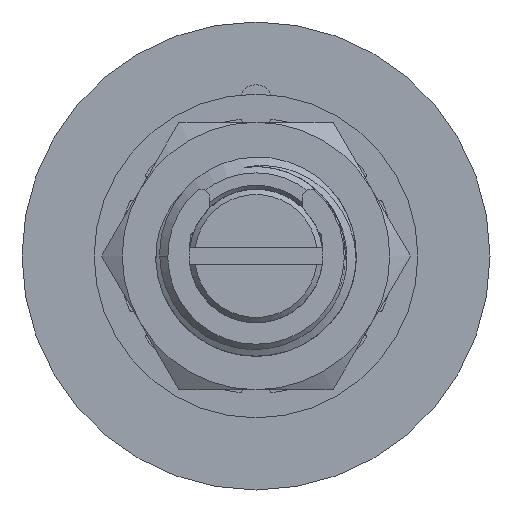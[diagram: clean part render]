
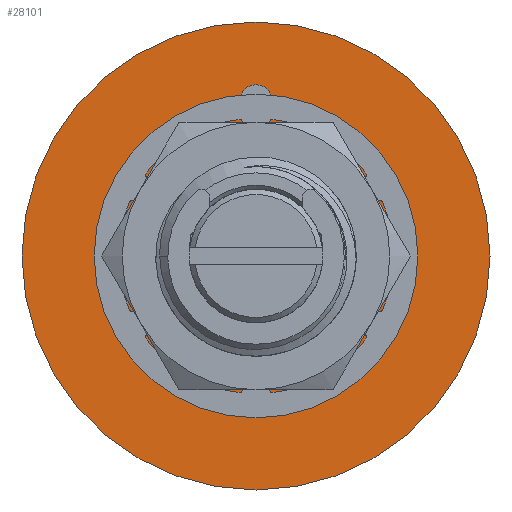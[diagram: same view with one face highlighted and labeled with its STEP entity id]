
A CAD part, front view. The second image highlights one B-rep face of the part: STEP entity #28101.
In plain terms, the highlighted planar face has unit normal (0, -1, 0).
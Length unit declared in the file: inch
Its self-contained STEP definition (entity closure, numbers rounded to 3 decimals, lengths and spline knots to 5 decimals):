
#6243=CARTESIAN_POINT('',(0.,0.,0.));
#6244=DIRECTION('',(0.,-1.,0.));
#6245=DIRECTION('',(1.,0.,0.));
#6246=AXIS2_PLACEMENT_3D('',#6243,#6244,#6245);
#6257=CARTESIAN_POINT('',(0.,0.,0.));
#6258=DIRECTION('',(0.,1.,0.));
#6259=DIRECTION('',(1.,0.,0.));
#6260=AXIS2_PLACEMENT_3D('',#6257,#6258,#6259);
#6277=CARTESIAN_POINT('',(0.,0.,0.29));
#6278=DIRECTION('',(0.,-1.,0.));
#6279=DIRECTION('',(-1.,0.,0.));
#6280=AXIS2_PLACEMENT_3D('',#6277,#6278,#6279);
#6282=CARTESIAN_POINT('',(0.,0.,0.29));
#6283=DIRECTION('',(0.,-1.,0.));
#6284=DIRECTION('',(1.,0.,0.));
#6285=AXIS2_PLACEMENT_3D('',#6282,#6283,#6284);
#6295=CARTESIAN_POINT('',(0.,0.,0.));
#6296=DIRECTION('',(0.,-1.,0.));
#6297=DIRECTION('',(-1.,0.,0.));
#6298=AXIS2_PLACEMENT_3D('',#6295,#6296,#6297);
#6300=CARTESIAN_POINT('',(0.,0.,0.));
#6301=DIRECTION('',(0.,1.,0.));
#6302=DIRECTION('',(-1.,0.,0.));
#6303=AXIS2_PLACEMENT_3D('',#6300,#6301,#6302);
#16749=CARTESIAN_POINT('',(0.4375,0.,0.));
#16750=CARTESIAN_POINT('',(-0.4375,0.,0.));
#16751=VERTEX_POINT('',#16749);
#16752=VERTEX_POINT('',#16750);
#16761=CARTESIAN_POINT('',(-0.03,0.,0.29));
#16762=CARTESIAN_POINT('',(0.03,0.,0.29));
#16763=VERTEX_POINT('',#16761);
#16764=VERTEX_POINT('',#16762);
#16820=CARTESIAN_POINT('',(-0.235,0.,0.));
#16822=VERTEX_POINT('',#16820);
#16824=CARTESIAN_POINT('',(0.235,0.,0.));
#16826=VERTEX_POINT('',#16824);
#28080=CARTESIAN_POINT('',(0.,0.,0.));
#28081=DIRECTION('',(0.,1.,0.));
#28082=DIRECTION('',(1.,0.,0.));
#28083=AXIS2_PLACEMENT_3D('',#28080,#28081,#28082);
#28084=PLANE('',#28083);
#28085=ORIENTED_EDGE('',*,*,#28047,.F.);
#28086=ORIENTED_EDGE('',*,*,#28062,.T.);
#28087=EDGE_LOOP('',(#28085,#28086));
#28088=FACE_OUTER_BOUND('',#28087,.F.);
#28090=ORIENTED_EDGE('',*,*,#28089,.T.);
#28092=ORIENTED_EDGE('',*,*,#28091,.F.);
#28093=EDGE_LOOP('',(#28090,#28092));
#28094=FACE_BOUND('',#28093,.F.);
#28096=ORIENTED_EDGE('',*,*,#28095,.T.);
#28098=ORIENTED_EDGE('',*,*,#28097,.T.);
#28099=EDGE_LOOP('',(#28096,#28098));
#28100=FACE_BOUND('',#28099,.F.);
#28101=ADVANCED_FACE('',(#28088,#28094,#28100),#28084,.F.);
#6247=CIRCLE('',#6246,0.4375);
#6261=CIRCLE('',#6260,0.4375);
#6281=CIRCLE('',#6280,0.03);
#6286=CIRCLE('',#6285,0.03);
#6299=CIRCLE('',#6298,0.235);
#6304=CIRCLE('',#6303,0.235);
#28047=EDGE_CURVE('',#16751,#16752,#6247,.T.);
#28062=EDGE_CURVE('',#16751,#16752,#6261,.T.);
#28089=EDGE_CURVE('',#16822,#16826,#6299,.T.);
#28091=EDGE_CURVE('',#16822,#16826,#6304,.T.);
#28095=EDGE_CURVE('',#16763,#16764,#6281,.T.);
#28097=EDGE_CURVE('',#16764,#16763,#6286,.T.);
